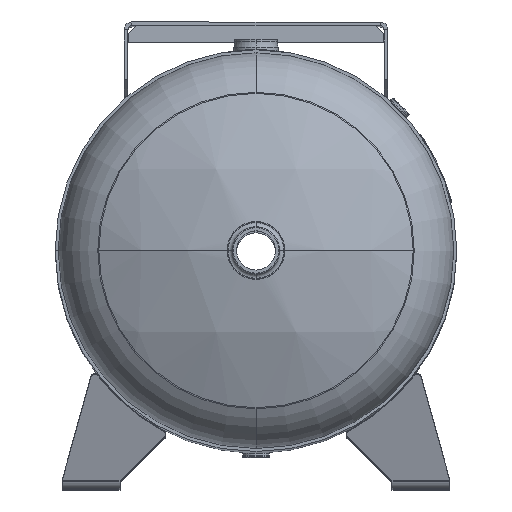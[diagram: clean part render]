
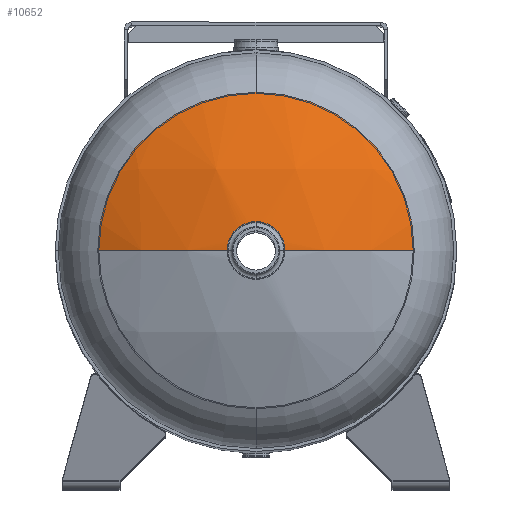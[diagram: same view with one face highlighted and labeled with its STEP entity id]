
A CAD part, top view. The second image highlights one B-rep face of the part: STEP entity #10652.
In plain terms, the highlighted spherical face has radius 548.64 mm.
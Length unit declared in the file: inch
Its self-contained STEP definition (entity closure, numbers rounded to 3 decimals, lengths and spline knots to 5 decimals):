
#58 = CARTESIAN_POINT ( 'NONE',  ( 0., -14.58517, 0. ) ) ;
#147 = EDGE_CURVE ( 'NONE', #7109, #6786, #636, .T. ) ;
#254 = AXIS2_PLACEMENT_3D ( 'NONE', #14875, #11196, #8967 ) ;
#497 = DIRECTION ( 'NONE',  ( 1., 0., 0. ) ) ;
#636 = CIRCLE ( 'NONE', #1871, 21.6 ) ;
#972 = CARTESIAN_POINT ( 'NONE',  ( 0., -14.58517, 0. ) ) ;
#1871 = AXIS2_PLACEMENT_3D ( 'NONE', #58, #5819, #8297 ) ;
#1884 = VERTEX_POINT ( 'NONE', #2525 ) ;
#2525 = CARTESIAN_POINT ( 'NONE',  ( 1.315, 6.97477, 0. ) ) ;
#2669 = FACE_OUTER_BOUND ( 'NONE', #5342, .T. ) ;
#2814 = CARTESIAN_POINT ( 'NONE',  ( 0., -14.58517, 0. ) ) ;
#3376 = CARTESIAN_POINT ( 'NONE',  ( -9.6, 4.76425, 0. ) ) ;
#3438 = DIRECTION ( 'NONE',  ( 0., 0., -1. ) ) ;
#3618 = AXIS2_PLACEMENT_3D ( 'NONE', #972, #14145, #15138 ) ;
#3750 = CARTESIAN_POINT ( 'NONE',  ( -1.315, 6.97477, 0. ) ) ;
#3952 = CIRCLE ( 'NONE', #254, 9.6 ) ;
#4792 = CARTESIAN_POINT ( 'NONE',  ( 0., 4.76425, -9.6 ) ) ;
#5342 = EDGE_LOOP ( 'NONE', ( #6082, #13945, #9297, #12992, #10011 ) ) ;
#5819 = DIRECTION ( 'NONE',  ( 0., 0., 1. ) ) ;
#5903 = VERTEX_POINT ( 'NONE', #14972 ) ;
#6047 = CARTESIAN_POINT ( 'NONE',  ( 0., 4.76425, 0. ) ) ;
#6082 = ORIENTED_EDGE ( 'NONE', *, *, #147, .F. ) ;
#6113 = EDGE_CURVE ( 'NONE', #11007, #5903, #3952, .T. ) ;
#6786 = VERTEX_POINT ( 'NONE', #3376 ) ;
#6837 = EDGE_CURVE ( 'NONE', #1884, #5903, #14415, .T. ) ;
#7109 = VERTEX_POINT ( 'NONE', #3750 ) ;
#7388 = AXIS2_PLACEMENT_3D ( 'NONE', #13629, #7848, #11248 ) ;
#7410 = AXIS2_PLACEMENT_3D ( 'NONE', #2814, #12283, #497 ) ;
#7678 = CIRCLE ( 'NONE', #7388, 1.315 ) ;
#7848 = DIRECTION ( 'NONE',  ( 0., 1., 0. ) ) ;
#8297 = DIRECTION ( 'NONE',  ( 1., 0., 0. ) ) ;
#8596 = SPHERICAL_SURFACE ( 'NONE', #7410, 21.6 ) ;
#8967 = DIRECTION ( 'NONE',  ( 0., 0., -1. ) ) ;
#9297 = ORIENTED_EDGE ( 'NONE', *, *, #6837, .T. ) ;
#9606 = DIRECTION ( 'NONE',  ( 0., -1., 0. ) ) ;
#10011 = ORIENTED_EDGE ( 'NONE', *, *, #14492, .F. ) ;
#10652 = ADVANCED_FACE ( 'NONE', ( #2669 ), #8596, .T. ) ;
#11007 = VERTEX_POINT ( 'NONE', #4792 ) ;
#11196 = DIRECTION ( 'NONE',  ( 0., -1., 0. ) ) ;
#11248 = DIRECTION ( 'NONE',  ( 0., 0., -1. ) ) ;
#12283 = DIRECTION ( 'NONE',  ( 0., 0., 1. ) ) ;
#12341 = EDGE_CURVE ( 'NONE', #1884, #7109, #7678, .T. ) ;
#12992 = ORIENTED_EDGE ( 'NONE', *, *, #6113, .F. ) ;
#13629 = CARTESIAN_POINT ( 'NONE',  ( 0., 6.97477, 0. ) ) ;
#13945 = ORIENTED_EDGE ( 'NONE', *, *, #12341, .F. ) ;
#14023 = CIRCLE ( 'NONE', #14281, 9.6 ) ;
#14145 = DIRECTION ( 'NONE',  ( 0., 0., -1. ) ) ;
#14281 = AXIS2_PLACEMENT_3D ( 'NONE', #6047, #9606, #3438 ) ;
#14415 = CIRCLE ( 'NONE', #3618, 21.6 ) ;
#14492 = EDGE_CURVE ( 'NONE', #6786, #11007, #14023, .T. ) ;
#14875 = CARTESIAN_POINT ( 'NONE',  ( 0., 4.76425, 0. ) ) ;
#14972 = CARTESIAN_POINT ( 'NONE',  ( 9.6, 4.76425, 0. ) ) ;
#15138 = DIRECTION ( 'NONE',  ( -1., 0., 0. ) ) ;
